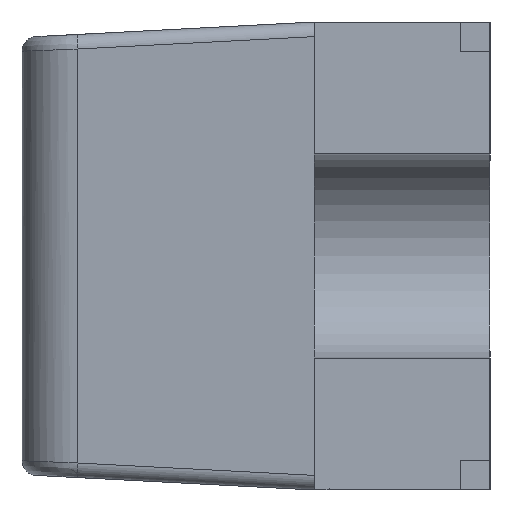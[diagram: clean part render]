
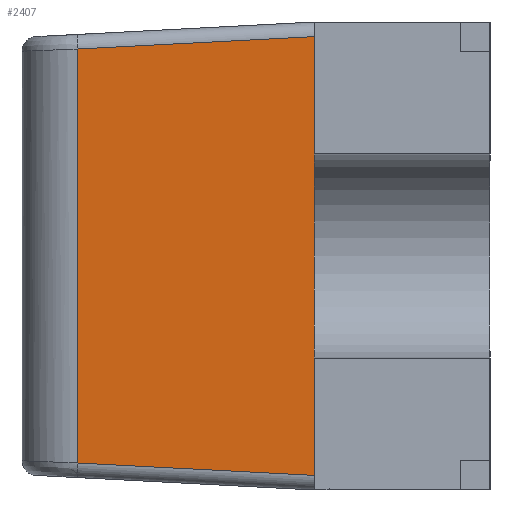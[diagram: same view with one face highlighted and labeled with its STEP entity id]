
A CAD part, left-side view. The second image highlights one B-rep face of the part: STEP entity #2407.
In plain terms, the highlighted planar face has unit normal (-0.999, 0.052, 0).
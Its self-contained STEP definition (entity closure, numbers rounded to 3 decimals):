
#124 = VECTOR ( 'NONE', #525, 1000. ) ;
#162 = DIRECTION ( 'NONE',  ( 0.052, 0.997, -0.052 ) ) ;
#178 = CARTESIAN_POINT ( 'NONE',  ( -0.529, 0.705, 0.354 ) ) ;
#199 = DIRECTION ( 'NONE',  ( 0., 0., 1. ) ) ;
#236 = DIRECTION ( 'NONE',  ( -0.999, 0.052, 0. ) ) ;
#322 = VECTOR ( 'NONE', #2375, 1000. ) ;
#393 = CARTESIAN_POINT ( 'NONE',  ( -0.523, 0.808, 0.348 ) ) ;
#494 = ORIENTED_EDGE ( 'NONE', *, *, #1606, .T. ) ;
#498 = LINE ( 'NONE', #2515, #533 ) ;
#525 = DIRECTION ( 'NONE',  ( -0.052, -0.997, -0.052 ) ) ;
#533 = VECTOR ( 'NONE', #199, 1000. ) ;
#557 = AXIS2_PLACEMENT_3D ( 'NONE', #640, #236, #1581 ) ;
#629 = LINE ( 'NONE', #992, #322 ) ;
#640 = CARTESIAN_POINT ( 'NONE',  ( -0.529, 0.705, -1.608 ) ) ;
#675 = CARTESIAN_POINT ( 'NONE',  ( -0.55, 0.3, 0.375 ) ) ;
#763 = ORIENTED_EDGE ( 'NONE', *, *, #1496, .F. ) ;
#867 = CARTESIAN_POINT ( 'NONE',  ( -0.529, 0.705, -0.354 ) ) ;
#925 = CARTESIAN_POINT ( 'NONE',  ( -0.55, 0.299, -0.375 ) ) ;
#982 = VECTOR ( 'NONE', #162, 1000. ) ;
#992 = CARTESIAN_POINT ( 'NONE',  ( -0.55, 0.3, -1.608 ) ) ;
#1042 = VERTEX_POINT ( 'NONE', #178 ) ;
#1099 = EDGE_LOOP ( 'NONE', ( #763, #494, #2285, #1845 ) ) ;
#1165 = VERTEX_POINT ( 'NONE', #867 ) ;
#1341 = FACE_OUTER_BOUND ( 'NONE', #1099, .T. ) ;
#1487 = LINE ( 'NONE', #393, #982 ) ;
#1496 = EDGE_CURVE ( 'NONE', #1165, #1042, #498, .T. ) ;
#1581 = DIRECTION ( 'NONE',  ( -0.052, -0.999, 0. ) ) ;
#1606 = EDGE_CURVE ( 'NONE', #1165, #2105, #2503, .T. ) ;
#1687 = EDGE_CURVE ( 'NONE', #2000, #1042, #1487, .T. ) ;
#1829 = CARTESIAN_POINT ( 'NONE',  ( -0.55, 0.3, -0.375 ) ) ;
#1845 = ORIENTED_EDGE ( 'NONE', *, *, #1687, .T. ) ;
#2000 = VERTEX_POINT ( 'NONE', #675 ) ;
#2105 = VERTEX_POINT ( 'NONE', #1829 ) ;
#2128 = PLANE ( 'NONE',  #557 ) ;
#2285 = ORIENTED_EDGE ( 'NONE', *, *, #2516, .T. ) ;
#2375 = DIRECTION ( 'NONE',  ( 0., 0., 1. ) ) ;
#2407 = ADVANCED_FACE ( 'NONE', ( #1341 ), #2128, .T. ) ;
#2503 = LINE ( 'NONE', #925, #124 ) ;
#2515 = CARTESIAN_POINT ( 'NONE',  ( -0.529, 0.705, -1.608 ) ) ;
#2516 = EDGE_CURVE ( 'NONE', #2105, #2000, #629, .T. ) ;
